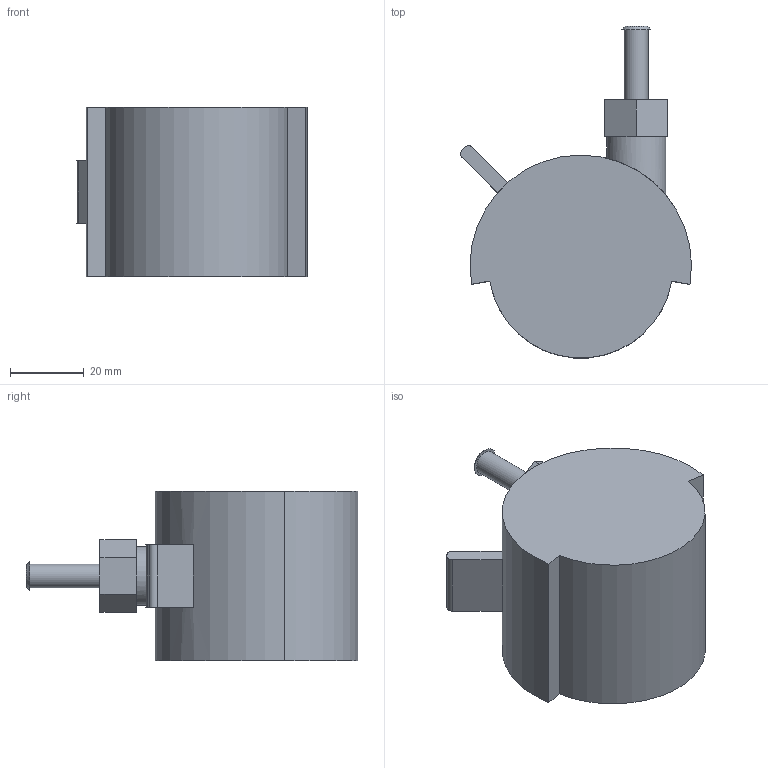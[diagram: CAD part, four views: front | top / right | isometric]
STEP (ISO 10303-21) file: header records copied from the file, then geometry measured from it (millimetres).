
FILE_DESCRIPTION(/* description */ (''),/* implementation_level */ '2;1');
FILE_NAME(/* name */ '144000',/* time_stamp */ '2014-10-06T15:53:03+02:00',/* author */ (''),/* organization */ (''),/* preprocessor_version */ 'ST-DEVELOPER v14',/* originating_system */ 'HiCAD 2013 1802.4 Build 509',/* authorisation */ '');
FILE_SCHEMA (('AUTOMOTIVE_DESIGN { 1 0 10303 214 1 1 1 1 }'));
Length unit declared in the file: millimetre
Products named in the file (2): Root; 144000Meubelwiel diam 50  rem  M8 x 20BOIKON
Assembly tree (1 placements, depth 2):
  Root
    144000Meubelwiel diam 50  rem  M8 x 20BOIKON
Bounding box: 62.58 x 89.91 x 46 mm (x, y, z)
Volume: 118376.3 mm3; surface area: 15552 mm2
Topology: 1 solids, 1 shells, 26 faces, 59 edges, 40 vertices
Faces by surface type: plane 19, cylinder 6, cone 1
Full cylindrical faces by diameter (mm): 6.466 x1, 16 x1
Entity records: 1939 total; most frequent: CARTESIAN_POINT 785, DIRECTION 124, PRESENTATION_STYLE_ASSIGNMENT 109, COLOUR_RGB 109, DRAUGHTING_PRE_DEFINED_CURVE_FONT 108, CURVE_STYLE 108, OVER_RIDING_STYLED_ITEM 108, ORIENTED_EDGE 108
